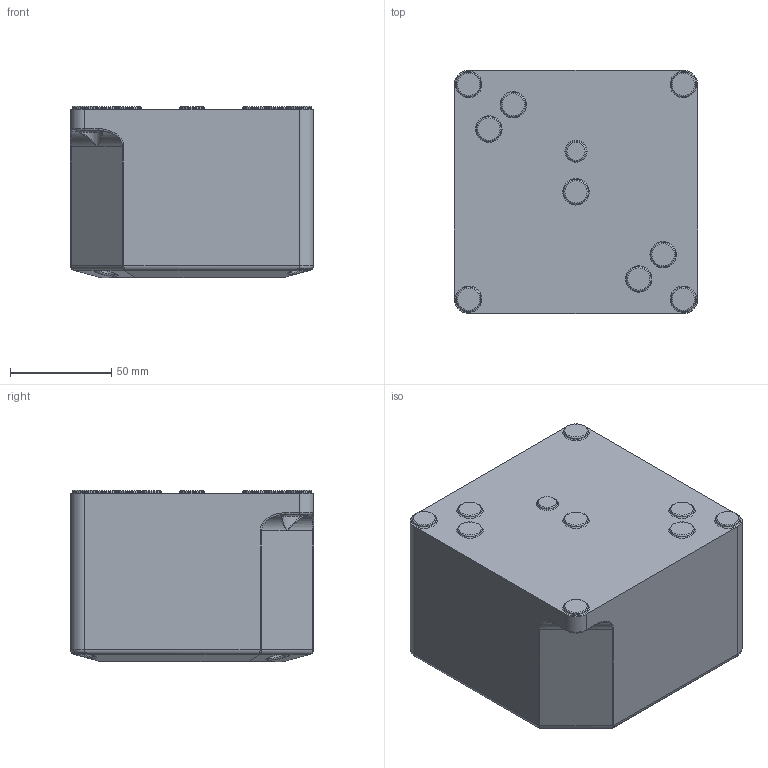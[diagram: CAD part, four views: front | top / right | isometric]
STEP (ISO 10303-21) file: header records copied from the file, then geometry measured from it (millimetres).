
FILE_DESCRIPTION(/* description */ (''),/* implementation_level */ '2;1');
FILE_NAME(/* name */ '940126.stp',/* time_stamp */ '2023-07-02T22:43:17+05:00',/* author */ ('pradhakrishnan'),/* organization */ (''),/* preprocessor_version */ 'ST-DEVELOPER v18',/* originating_system */ 'Autodesk Inventor 2020',/* authorisation */ '');
FILE_SCHEMA (('AUTOMOTIVE_DESIGN { 1 0 10303 214 3 1 1 }'));
Length unit declared in the file: millimetre
Products named in the file (1): 940126
Bounding box: 120 x 120 x 84.5 mm (x, y, z)
Volume: 1133001.9 mm3; surface area: 65286.4 mm2
Topology: 1 solids, 1 shells, 138 faces, 337 edges, 211 vertices
Faces by surface type: cylinder 46, plane 34, torus 32, bspline 26
Full cylindrical faces by diameter (mm): 8.5 x4, 9.5 x4, 10 x1, 12 x9
Entity records: 5610 total; most frequent: CARTESIAN_POINT 2154, DIRECTION 728, ORIENTED_EDGE 666, EDGE_CURVE 333, AXIS2_PLACEMENT_3D 324, VERTEX_POINT 211, CIRCLE 175, EDGE_LOOP 152
